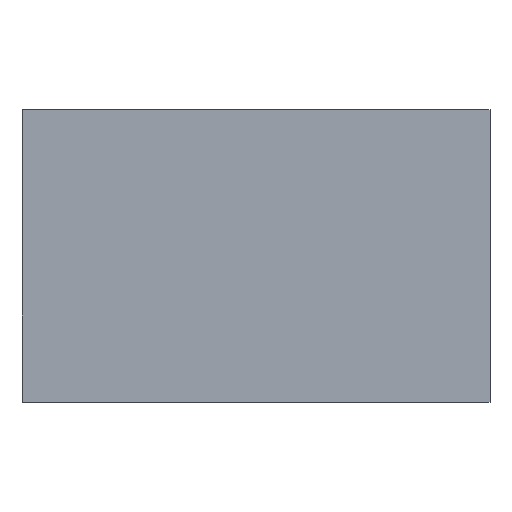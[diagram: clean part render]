
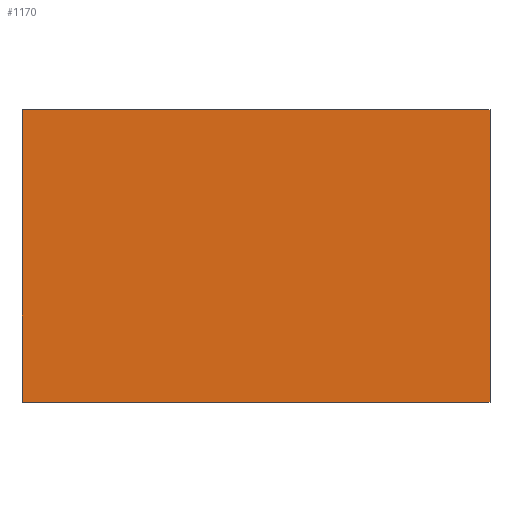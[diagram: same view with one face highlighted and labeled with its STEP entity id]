
A CAD part, top view. The second image highlights one B-rep face of the part: STEP entity #1170.
In plain terms, the highlighted planar face has unit normal (0, 0, 1).
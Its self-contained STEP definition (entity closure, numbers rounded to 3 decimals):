
#107=FACE_OUTER_BOUND('',#168,.T.);
#168=EDGE_LOOP('',(#1019,#1020,#1021,#1022));
#332=LINE('',#2144,#450);
#334=LINE('',#2148,#452);
#337=LINE('',#2153,#455);
#340=LINE('',#2157,#458);
#450=VECTOR('',#1401,10.);
#452=VECTOR('',#1405,10.);
#455=VECTOR('',#1410,10.);
#458=VECTOR('',#1415,10.);
#567=VERTEX_POINT('',#2141);
#568=VERTEX_POINT('',#2143);
#569=VERTEX_POINT('',#2147);
#570=VERTEX_POINT('',#2152);
#730=EDGE_CURVE('',#567,#568,#332,.T.);
#732=EDGE_CURVE('',#568,#569,#334,.T.);
#735=EDGE_CURVE('',#569,#570,#337,.T.);
#738=EDGE_CURVE('',#570,#567,#340,.T.);
#1019=ORIENTED_EDGE('',*,*,#730,.F.);
#1020=ORIENTED_EDGE('',*,*,#738,.F.);
#1021=ORIENTED_EDGE('',*,*,#735,.F.);
#1022=ORIENTED_EDGE('',*,*,#732,.F.);
#1109=PLANE('',#1226);
#1170=ADVANCED_FACE('',(#107),#1109,.T.);
#1226=AXIS2_PLACEMENT_3D('',#2158,#1416,#1417);
#1401=DIRECTION('',(0.,-1.,0.));
#1405=DIRECTION('',(-1.,0.,0.));
#1410=DIRECTION('',(0.,1.,0.));
#1415=DIRECTION('',(1.,0.,0.));
#1416=DIRECTION('center_axis',(0.,0.,1.));
#1417=DIRECTION('ref_axis',(1.,0.,0.));
#2141=CARTESIAN_POINT('',(1.,0.625,0.5));
#2143=CARTESIAN_POINT('',(1.,-0.625,0.5));
#2144=CARTESIAN_POINT('',(1.,0.625,0.5));
#2147=CARTESIAN_POINT('',(-1.,-0.625,0.5));
#2148=CARTESIAN_POINT('',(1.,-0.625,0.5));
#2152=CARTESIAN_POINT('',(-1.,0.625,0.5));
#2153=CARTESIAN_POINT('',(-1.,-0.625,0.5));
#2157=CARTESIAN_POINT('',(-1.,0.625,0.5));
#2158=CARTESIAN_POINT('Origin',(0.,0.,0.5));
